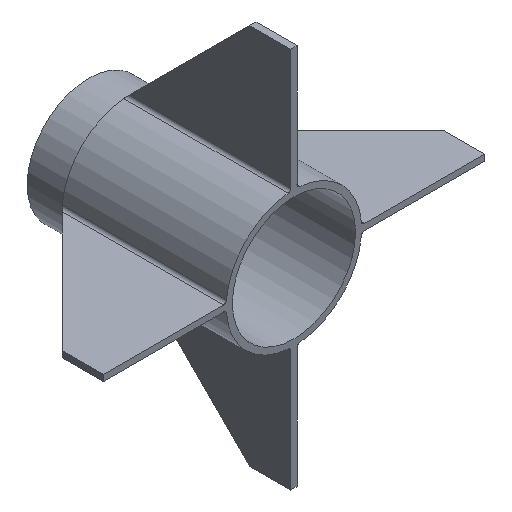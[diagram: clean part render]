
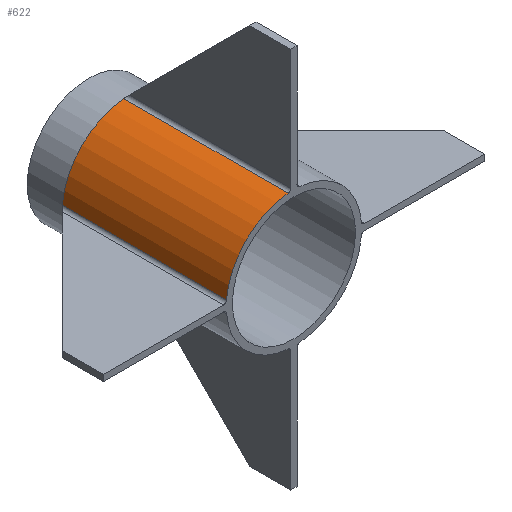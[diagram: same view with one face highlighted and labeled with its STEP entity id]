
A CAD part, isometric view. The second image highlights one B-rep face of the part: STEP entity #622.
In plain terms, the highlighted cylindrical face has radius 41.91 mm (diameter 83.82 mm), a partial arc.
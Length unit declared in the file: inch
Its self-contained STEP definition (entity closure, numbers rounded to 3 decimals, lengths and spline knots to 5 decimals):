
#44=FACE_OUTER_BOUND('',#79,.T.);
#79=EDGE_LOOP('',(#432,#433,#434,#435));
#123=LINE('',#951,#178);
#129=LINE('',#972,#184);
#178=VECTOR('',#748,0.3937);
#184=VECTOR('',#766,0.3937);
#237=CIRCLE('',#679,1.65);
#238=CIRCLE('',#680,1.65);
#263=VERTEX_POINT('',#947);
#265=VERTEX_POINT('',#950);
#273=VERTEX_POINT('',#969);
#274=VERTEX_POINT('',#971);
#326=EDGE_CURVE('',#263,#265,#123,.T.);
#336=EDGE_CURVE('',#273,#274,#129,.T.);
#338=EDGE_CURVE('',#274,#263,#237,.T.);
#339=EDGE_CURVE('',#273,#265,#238,.T.);
#432=ORIENTED_EDGE('',*,*,#326,.F.);
#433=ORIENTED_EDGE('',*,*,#338,.F.);
#434=ORIENTED_EDGE('',*,*,#336,.F.);
#435=ORIENTED_EDGE('',*,*,#339,.T.);
#606=CYLINDRICAL_SURFACE('',#678,1.65);
#622=ADVANCED_FACE('',(#44),#606,.T.);
#678=AXIS2_PLACEMENT_3D('',#974,#769,#770);
#679=AXIS2_PLACEMENT_3D('',#975,#771,#772);
#680=AXIS2_PLACEMENT_3D('',#976,#773,#774);
#748=DIRECTION('',(0.,-1.,0.));
#766=DIRECTION('',(0.,1.,0.));
#769=DIRECTION('center_axis',(0.,1.,0.));
#770=DIRECTION('ref_axis',(-0.999,0.,0.045));
#771=DIRECTION('center_axis',(0.,1.,0.));
#772=DIRECTION('ref_axis',(-0.999,0.,0.045));
#773=DIRECTION('center_axis',(0.,1.,0.));
#774=DIRECTION('ref_axis',(-0.999,0.,0.045));
#947=CARTESIAN_POINT('',(-0.14348,4.,1.64375));
#950=CARTESIAN_POINT('',(-0.14348,0.,1.64375));
#951=CARTESIAN_POINT('',(-0.14348,0.,1.64375));
#969=CARTESIAN_POINT('',(-1.64375,0.,0.14348));
#971=CARTESIAN_POINT('',(-1.64375,4.,0.14348));
#972=CARTESIAN_POINT('',(-1.64375,0.,0.14348));
#974=CARTESIAN_POINT('Origin',(0.,0.,0.));
#975=CARTESIAN_POINT('Origin',(0.,4.,0.));
#976=CARTESIAN_POINT('Origin',(0.,0.,0.));
